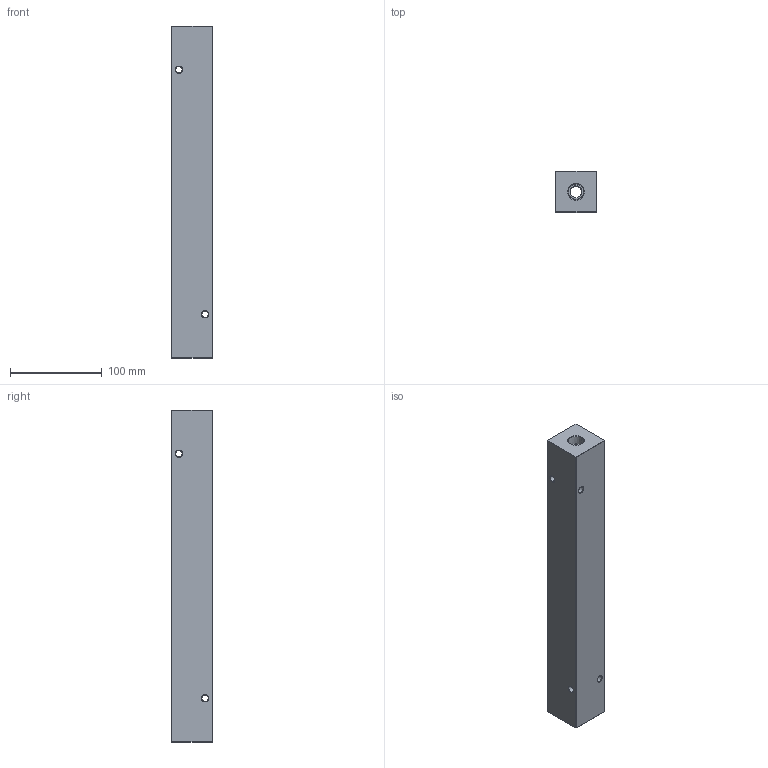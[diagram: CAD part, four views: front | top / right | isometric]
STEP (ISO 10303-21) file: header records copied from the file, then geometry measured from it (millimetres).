
FILE_DESCRIPTION (( 'STEP AP203' ), '1' );
FILE_NAME ('HM-8-90-P-6-2.STEP', '2020-10-29T19:49:25', ( '' ), ( '' ), 'SwSTEP 2.0', 'SolidWorks 2019', '' );
FILE_SCHEMA (( 'CONFIG_CONTROL_DESIGN' ));
Length unit declared in the file: inch
Products named in the file (1): HM-8-90-P-6-2
Bounding box: 44.45 x 44.45 x 361.95 mm (x, y, z)
Volume: 643387.3 mm3; surface area: 91404 mm2
Topology: 1 solids, 1 shells, 556 faces, 1435 edges, 934 vertices
Faces by surface type: plane 250, bspline 200, cone 56, cylinder 50
Entity records: 27802 total; most frequent: CARTESIAN_POINT 15446, ORIENTED_EDGE 2870, DIRECTION 1849, EDGE_CURVE 1435, VERTEX_POINT 934, LINE 839, VECTOR 839, EDGE_LOOP 655
